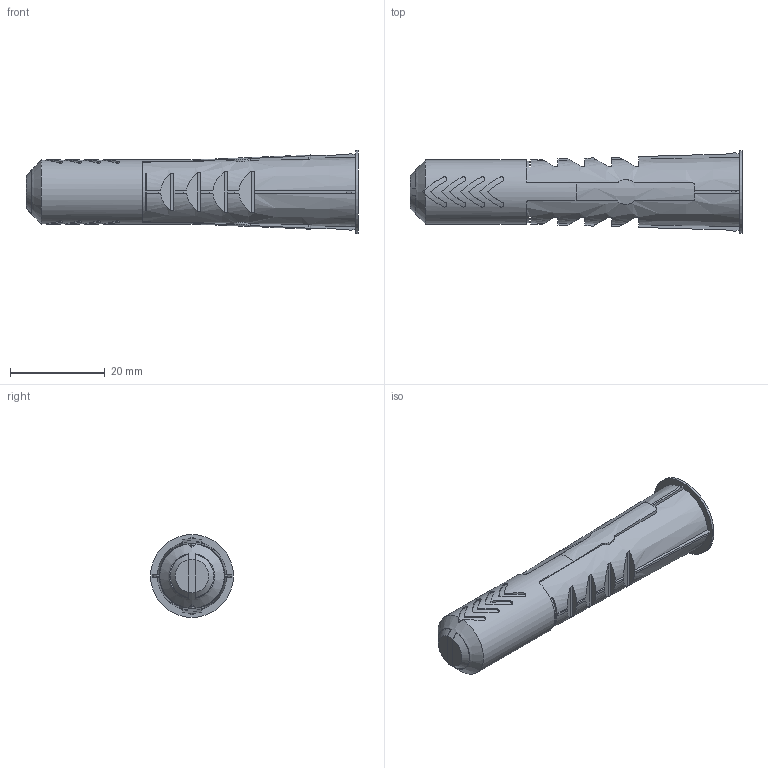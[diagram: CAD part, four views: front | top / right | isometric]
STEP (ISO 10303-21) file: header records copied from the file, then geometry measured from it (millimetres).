
FILE_DESCRIPTION(/* description */ ('STEP AP214'),/* implementation_level */ '2;1');
FILE_NAME(/* name */ 'SFS 631373',/* time_stamp */ '2022-10-20T13:55:34+02:00',/* author */ ('License CC BY-ND 4.0'),/* organization */ ('CADENAS'),/* preprocessor_version */ 'ST-DEVELOPER v18.102',/* originating_system */ 'PARTsolutions',/* authorisation */ ' ');
FILE_SCHEMA (('AUTOMOTIVE_DESIGN {1 0 10303 214 3 1 1}'));
Length unit declared in the file: millimetre
Products named in the file (1): SFS 631373
Bounding box: 70 x 17.5 x 17.5 mm (x, y, z)
Volume: 5885.4 mm3; surface area: 5562.2 mm2
Topology: 1 solids, 1 shells, 180 faces, 511 edges, 338 vertices
Faces by surface type: plane 100, cylinder 70, cone 10
Full cylindrical faces by diameter (mm): 13.6 x1, 17.5 x1
Entity records: 7286 total; most frequent: CARTESIAN_POINT 1685, ORIENTED_EDGE 1004, DIRECTION 738, EDGE_CURVE 502, VERTEX_POINT 336, AXIS2_PLACEMENT_3D 251, LINE 236, VECTOR 236
